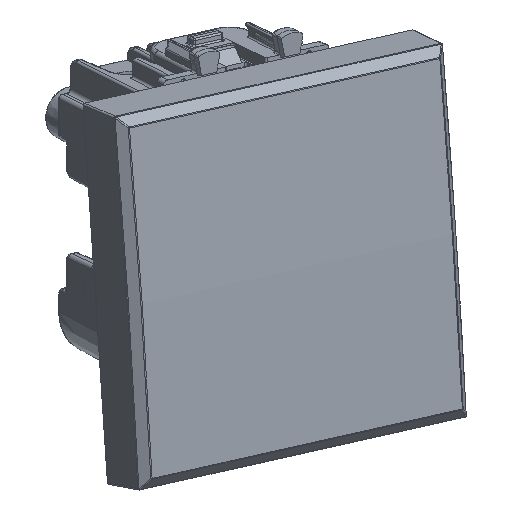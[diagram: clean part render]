
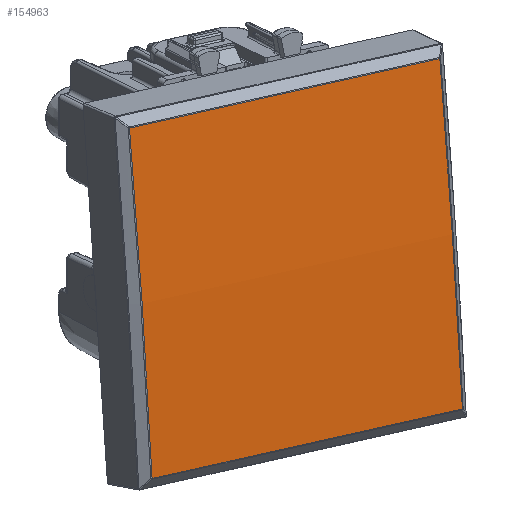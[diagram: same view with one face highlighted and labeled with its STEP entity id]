
A CAD part, top view. The second image highlights one B-rep face of the part: STEP entity #154963.
In plain terms, the highlighted cylindrical face has radius 791.456 mm (diameter 1582.91 mm), a partial arc.
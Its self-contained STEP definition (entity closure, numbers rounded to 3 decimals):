
#152540=CARTESIAN_POINT('Vertex',(21.,-20.496,15.335)) ;
#152548=CARTESIAN_POINT('Vertex',(21.,20.496,15.335)) ;
#152552=CARTESIAN_POINT('Control Point',(21.,20.496,15.335)) ;
#152553=CARTESIAN_POINT('Control Point',(20.995,12.299,15.547)) ;
#152554=CARTESIAN_POINT('Control Point',(20.992,4.1,15.653)) ;
#152555=CARTESIAN_POINT('Control Point',(20.992,-4.1,15.653)) ;
#152556=CARTESIAN_POINT('Control Point',(20.995,-12.299,15.547)) ;
#152557=CARTESIAN_POINT('Control Point',(21.,-20.496,15.335)) ;
#152675=CARTESIAN_POINT('Vertex',(-21.,-20.496,15.335)) ;
#152683=CARTESIAN_POINT('Line Origine',(0.,-20.496,15.335)) ;
#152787=CARTESIAN_POINT('Vertex',(-21.,20.496,15.335)) ;
#152797=CARTESIAN_POINT('Control Point',(-21.,20.496,15.335)) ;
#152798=CARTESIAN_POINT('Control Point',(-20.995,12.434,15.543)) ;
#152799=CARTESIAN_POINT('Control Point',(-20.992,4.37,15.65)) ;
#152800=CARTESIAN_POINT('Control Point',(-20.992,-3.695,15.653)) ;
#152801=CARTESIAN_POINT('Control Point',(-20.994,-11.894,15.552)) ;
#152802=CARTESIAN_POINT('Control Point',(-21.,-20.091,15.345)) ;
#152803=CARTESIAN_POINT('Control Point',(-21.,-20.226,15.342)) ;
#152804=CARTESIAN_POINT('Control Point',(-21.,-20.361,15.338)) ;
#152805=CARTESIAN_POINT('Control Point',(-21.,-20.496,15.335)) ;
#152829=CARTESIAN_POINT('Line Origine',(0.,20.496,15.335)) ;
#154952=CARTESIAN_POINT('Axis2P3D Location',(0.,0.,-775.856)) ;
#152684=DIRECTION('Vector Direction',(1.,0.,0.)) ;
#152830=DIRECTION('Vector Direction',(1.,0.,0.)) ;
#154953=DIRECTION('Axis2P3D Direction',(-1.,0.,0.)) ;
#154954=DIRECTION('Axis2P3D XDirection',(0.,-0.028,1.)) ;
#154955=AXIS2_PLACEMENT_3D('Cylinder Axis2P3D',#154952,#154953,#154954) ;
#154958=ORIENTED_EDGE('',*,*,#152558,.T.) ;
#154959=ORIENTED_EDGE('',*,*,#152833,.T.) ;
#154960=ORIENTED_EDGE('',*,*,#152806,.T.) ;
#154961=ORIENTED_EDGE('',*,*,#152687,.T.) ;
#152685=VECTOR('Line Direction',#152684,1.) ;
#152831=VECTOR('Line Direction',#152830,1.) ;
#154963=ADVANCED_FACE('PartBody',(#154962),#154956,.T.) ;
#152551=B_SPLINE_CURVE_WITH_KNOTS('',5,(#152552,#152553,#152554,#152555,#152556,#152557),.UNSPECIFIED.,.F.,.U.,(6,6),(17.303,88.274),.UNSPECIFIED.) ;
#152796=B_SPLINE_CURVE_WITH_KNOTS('',5,(#152797,#152798,#152799,#152800,#152801,#152802,#152803,#152804,#152805),.UNSPECIFIED.,.F.,.U.,(6,3,6),(17.303,87.106,88.274),.UNSPECIFIED.) ;
#154956=CYLINDRICAL_SURFACE('generated cylinder',#154955,791.456) ;
#152558=EDGE_CURVE('',#152541,#152549,#152551,.F.) ;
#152687=EDGE_CURVE('',#152676,#152541,#152686,.T.) ;
#152806=EDGE_CURVE('',#152788,#152676,#152796,.T.) ;
#152833=EDGE_CURVE('',#152549,#152788,#152832,.F.) ;
#154957=EDGE_LOOP('',(#154958,#154959,#154960,#154961)) ;
#154962=FACE_OUTER_BOUND('',#154957,.T.) ;
#152686=LINE('Line',#152683,#152685) ;
#152832=LINE('Line',#152829,#152831) ;
#152541=VERTEX_POINT('',#152540) ;
#152549=VERTEX_POINT('',#152548) ;
#152676=VERTEX_POINT('',#152675) ;
#152788=VERTEX_POINT('',#152787) ;
